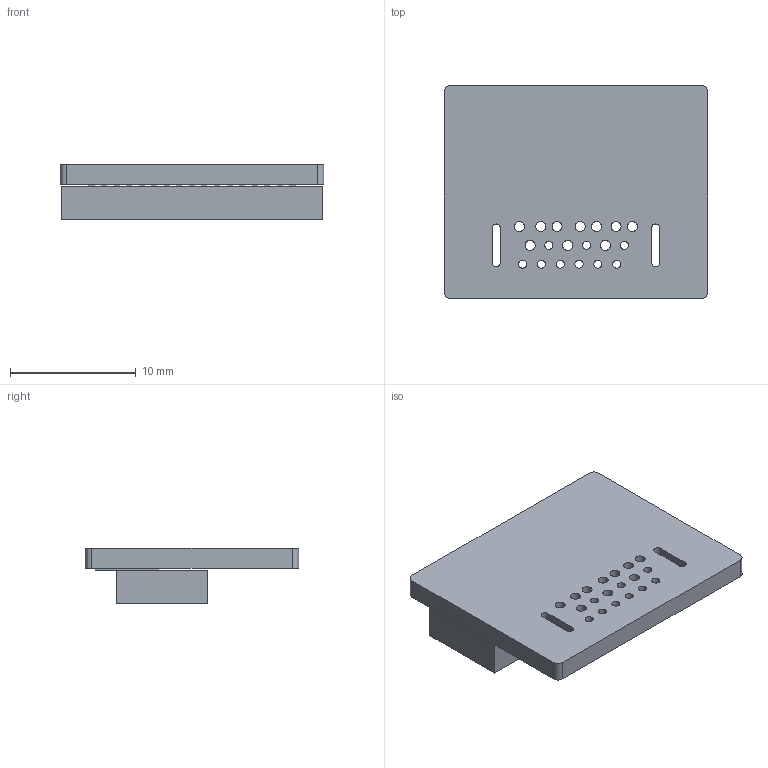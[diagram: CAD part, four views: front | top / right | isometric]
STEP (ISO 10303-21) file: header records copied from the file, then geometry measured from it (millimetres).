
FILE_DESCRIPTION(('KiCad electronic assembly'),'2;1');
FILE_NAME('CAMERA_CON_PCBA.step','2020-06-21T14:31:07',('An Author'),( 'A Company'),'Open CASCADE STEP processor 6.9', 'KiCad to STEP converter','Unknown');
FILE_SCHEMA(('AUTOMOTIVE_DESIGN { 1 0 10303 214 1 1 1 1 }'));
Length unit declared in the file: millimetre
Products named in the file (4): Open CASCADE STEP translator 6.9 1; SFW15R-2STE1LF; COMPOUND
Assembly tree (3 placements, depth 3):
  Open CASCADE STEP translator 6.9 1
    SFW15R-2STE1LF
      COMPOUND
    COMPOUND
Bounding box: 21 x 17 x 4.45 mm (x, y, z)
Volume: 963 mm3; surface area: 1403.6 mm2
Topology: 19 solids, 19 shells, 145 faces, 321 edges, 214 vertices
Faces by surface type: plane 118, cylinder 27
Full cylindrical faces by diameter (mm): 0.65 x9, 0.8 x10
Entity records: 8438 total; most frequent: CARTESIAN_POINT 1326, DIRECTION 1315, LINE 855, VECTOR 855, ORIENTED_EDGE 642, PCURVE 642, DEFINITIONAL_REPRESENTATION 642, EDGE_CURVE 321
